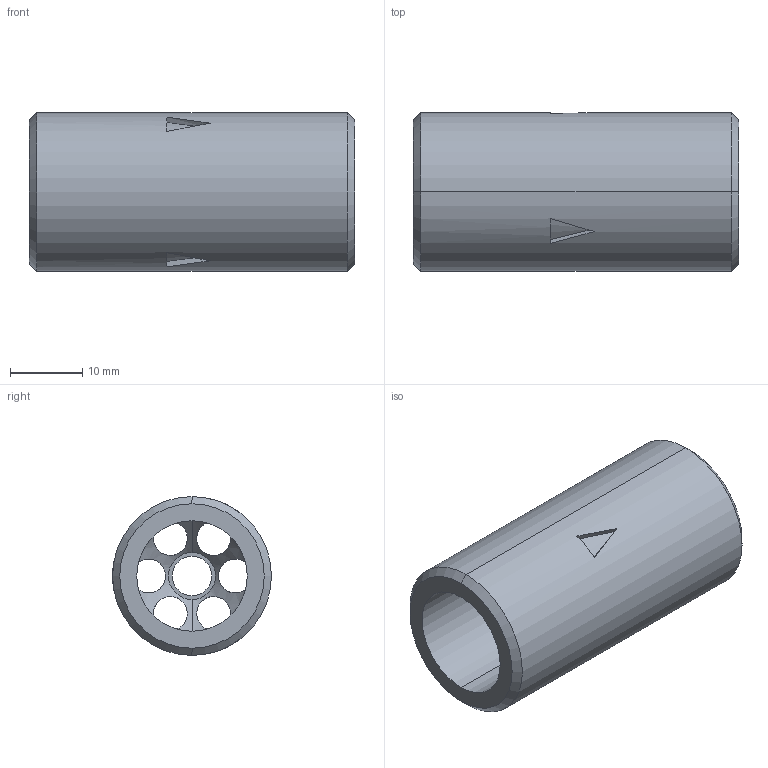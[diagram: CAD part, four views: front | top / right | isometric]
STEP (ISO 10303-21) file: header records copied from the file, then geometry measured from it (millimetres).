
FILE_DESCRIPTION (( 'STEP AP214' ), '1' );
FILE_NAME ('OWV.STEP', '2020-03-24T12:54:56', ( '' ), ( '' ), 'SwSTEP 2.0', 'SolidWorks 2020', '' );
FILE_SCHEMA (( 'AUTOMOTIVE_DESIGN' ));
Length unit declared in the file: millimetre
Products named in the file (1): OWV
Bounding box: 45 x 22 x 22 mm (x, y, z)
Volume: 8058.9 mm3; surface area: 6244.3 mm2
Topology: 1 solids, 1 shells, 52 faces, 119 edges, 74 vertices
Faces by surface type: cylinder 25, torus 8, bspline 8, cone 6, plane 5
Entity records: 2523 total; most frequent: CARTESIAN_POINT 1342, ORIENTED_EDGE 238, DIRECTION 222, EDGE_CURVE 119, AXIS2_PLACEMENT_3D 97, VERTEX_POINT 74, EDGE_LOOP 71, CIRCLE 52
